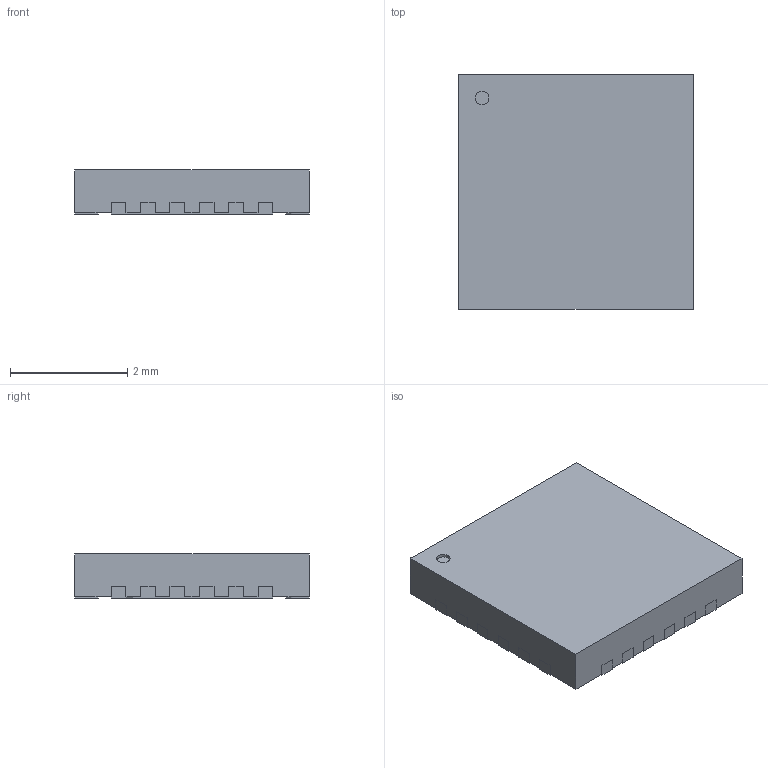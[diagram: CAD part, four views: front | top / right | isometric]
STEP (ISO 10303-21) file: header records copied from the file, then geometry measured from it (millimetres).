
FILE_DESCRIPTION(('STEP AP214'),'1');
FILE_NAME('X424_3D.step','2023-02-15T08:47:45',(' '),('ANSOFT Corporation'),'Spatial InterOp 3D',' ',' ');
FILE_SCHEMA(('AUTOMOTIVE_DESIGN { 1 0 10303 214 1 1 1 1 }'));
Length unit declared in the file: millimetre
Products named in the file (1): LF_1
Bounding box: 4 x 4 x 0.75 mm (x, y, z)
Volume: 11.9 mm3; surface area: 75.5 mm2
Topology: 26 solids, 26 shells, 300 faces, 738 edges, 492 vertices
Faces by surface type: plane 228, cylinder 72
Entity records: 11530 total; most frequent: CARTESIAN_POINT 1556, DIRECTION 1534, ORIENTED_EDGE 1476, EDGE_CURVE 738, LINE 594, VECTOR 594, VERTEX_POINT 492, AXIS2_PLACEMENT_3D 470
